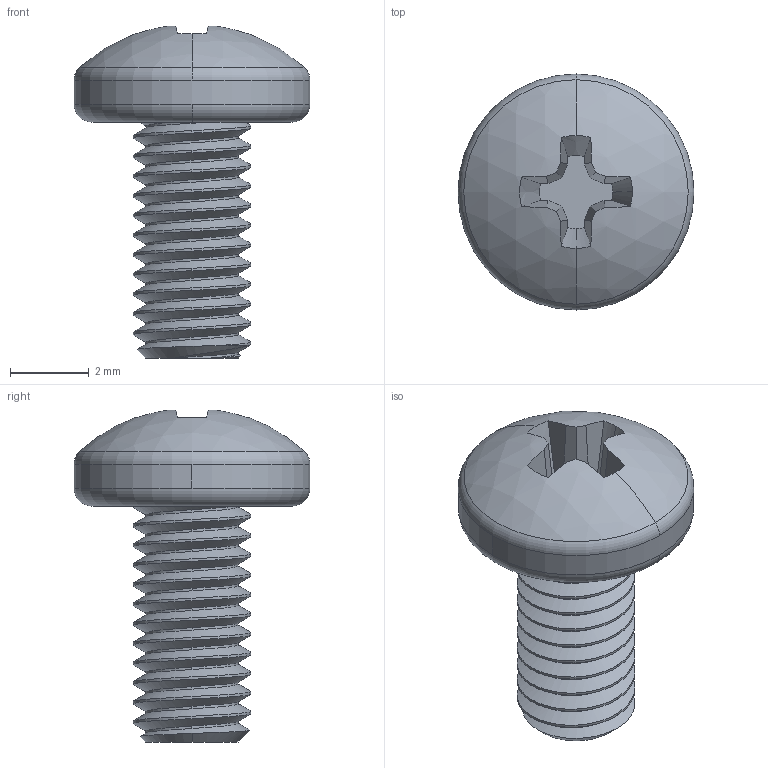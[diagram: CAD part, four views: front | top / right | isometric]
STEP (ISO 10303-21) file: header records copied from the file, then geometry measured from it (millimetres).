
FILE_DESCRIPTION (( 'STEP AP203' ), '1' );
FILE_NAME ('99_18-8-SS-M3.0panHeadPhillipsMachineScrew_fromMcMasterCarr.STEP', '2017-05-15T01:36:39', ( '' ), ( '' ), 'SwSTEP 2.0', 'SolidWorks 2016', '' );
FILE_SCHEMA (( 'CONFIG_CONTROL_DESIGN' ));
Length unit declared in the file: millimetre
Products named in the file (1): 99_18-8-SS-M3.0panHeadPhillipsMachineScrew_fromMcMasterCarr
Bounding box: 6 x 6 x 8.44 mm (x, y, z)
Volume: 81.3 mm3; surface area: 181.6 mm2
Topology: 1 solids, 1 shells, 100 faces, 286 edges, 189 vertices
Faces by surface type: cylinder 63, plane 19, cone 9, torus 4, bspline 3, sphere 2
Entity records: 4430 total; most frequent: CARTESIAN_POINT 2092, ORIENTED_EDGE 572, DIRECTION 400, EDGE_CURVE 286, VERTEX_POINT 189, AXIS2_PLACEMENT_3D 153, EDGE_LOOP 101, FACE_OUTER_BOUND 100
